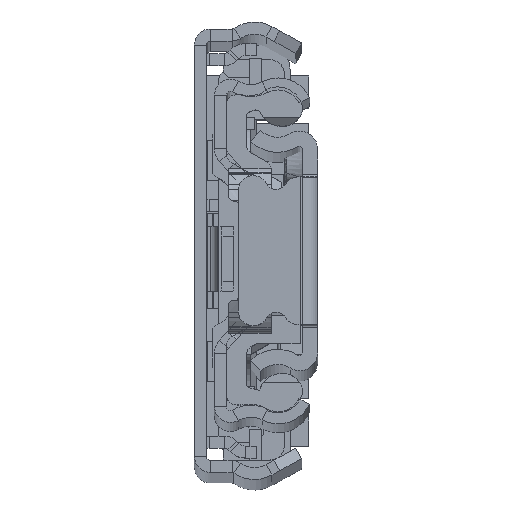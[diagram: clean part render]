
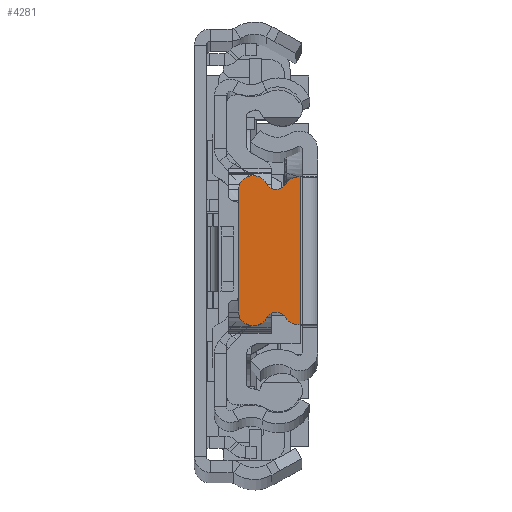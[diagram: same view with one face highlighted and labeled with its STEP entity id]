
A CAD part, top view. The second image highlights one B-rep face of the part: STEP entity #4281.
In plain terms, the highlighted planar face has unit normal (0, 0, 1).
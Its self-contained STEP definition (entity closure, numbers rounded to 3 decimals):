
#55 = CARTESIAN_POINT ( 'NONE',  ( -1.929, 5.87, 0. ) ) ;
#624 = CARTESIAN_POINT ( 'NONE',  ( -1.929, -7.37, 0. ) ) ;
#1039 = CARTESIAN_POINT ( 'NONE',  ( -5.109, 6.713, 0. ) ) ;
#1264 = EDGE_CURVE ( 'NONE', #17927, #2726, #27116, .T. ) ;
#1600 = CARTESIAN_POINT ( 'NONE',  ( -3.206, -6.658, 0. ) ) ;
#2086 = CARTESIAN_POINT ( 'NONE',  ( 592.771, 0., 0. ) ) ;
#2129 = ORIENTED_EDGE ( 'NONE', *, *, #25350, .T. ) ;
#2382 = VECTOR ( 'NONE', #10712, 1000. ) ;
#2726 = VERTEX_POINT ( 'NONE', #13286 ) ;
#2922 = CARTESIAN_POINT ( 'NONE',  ( -1.929, 7.37, 0. ) ) ;
#3204 = ORIENTED_EDGE ( 'NONE', *, *, #1264, .F. ) ;
#3566 = ORIENTED_EDGE ( 'NONE', *, *, #24260, .T. ) ;
#3588 = AXIS2_PLACEMENT_3D ( 'NONE', #13044, #25932, #26277 ) ;
#4079 = CARTESIAN_POINT ( 'NONE',  ( -1.929, -5.87, 0. ) ) ;
#4095 = ORIENTED_EDGE ( 'NONE', *, *, #21511, .T. ) ;
#4230 = CIRCLE ( 'NONE', #6452, 1.5 ) ;
#4281 = ADVANCED_FACE ( 'NONE', ( #18285 ), #23683, .T. ) ;
#4417 = AXIS2_PLACEMENT_3D ( 'NONE', #29243, #7973, #9916 ) ;
#5574 = CARTESIAN_POINT ( 'NONE',  ( -6.429, -6., 0. ) ) ;
#5927 = EDGE_CURVE ( 'NONE', #15057, #25032, #23380, .T. ) ;
#6450 = VERTEX_POINT ( 'NONE', #16381 ) ;
#6452 = AXIS2_PLACEMENT_3D ( 'NONE', #5574, #16228, #26833 ) ;
#6699 = ORIENTED_EDGE ( 'NONE', *, *, #5927, .T. ) ;
#6704 = CIRCLE ( 'NONE', #12866, 1.1 ) ;
#7174 = DIRECTION ( 'NONE',  ( 1., 0., 0. ) ) ;
#7973 = DIRECTION ( 'NONE',  ( 0., 0., 1. ) ) ;
#8148 = VECTOR ( 'NONE', #7174, 1000. ) ;
#8263 = ORIENTED_EDGE ( 'NONE', *, *, #32887, .F. ) ;
#8587 = CARTESIAN_POINT ( 'NONE',  ( -1.75, 0., 0. ) ) ;
#9178 = CIRCLE ( 'NONE', #3588, 1.1 ) ;
#9916 = DIRECTION ( 'NONE',  ( -1., 0., 0. ) ) ;
#10095 = AXIS2_PLACEMENT_3D ( 'NONE', #2086, #10281, #34359 ) ;
#10281 = DIRECTION ( 'NONE',  ( 0., 0., 1. ) ) ;
#10712 = DIRECTION ( 'NONE',  ( 0., -1., 0. ) ) ;
#11113 = CARTESIAN_POINT ( 'NONE',  ( -1.75, 7.37, 0. ) ) ;
#12222 = CARTESIAN_POINT ( 'NONE',  ( -1.75, -7.37, 0. ) ) ;
#12507 = ORIENTED_EDGE ( 'NONE', *, *, #23670, .F. ) ;
#12540 = VECTOR ( 'NONE', #19454, 1000. ) ;
#12797 = CARTESIAN_POINT ( 'NONE',  ( -1.929, 7.37, 0. ) ) ;
#12806 = DIRECTION ( 'NONE',  ( -1., 0., 0. ) ) ;
#12866 = AXIS2_PLACEMENT_3D ( 'NONE', #12974, #28662, #12806 ) ;
#12974 = CARTESIAN_POINT ( 'NONE',  ( -4.142, -7.236, 0. ) ) ;
#13044 = CARTESIAN_POINT ( 'NONE',  ( -4.142, 7.236, 0. ) ) ;
#13286 = CARTESIAN_POINT ( 'NONE',  ( -1.929, -7.37, 0. ) ) ;
#13571 = VERTEX_POINT ( 'NONE', #21134 ) ;
#14324 = EDGE_CURVE ( 'NONE', #25032, #34209, #9178, .T. ) ;
#15057 = VERTEX_POINT ( 'NONE', #12797 ) ;
#15078 = CIRCLE ( 'NONE', #27290, 1.5 ) ;
#16228 = DIRECTION ( 'NONE',  ( 0., 0., 1. ) ) ;
#16381 = CARTESIAN_POINT ( 'NONE',  ( -5.109, -6.713, 0. ) ) ;
#17857 = DIRECTION ( 'NONE',  ( 1., 0., 0. ) ) ;
#17927 = VERTEX_POINT ( 'NONE', #12222 ) ;
#18285 = FACE_OUTER_BOUND ( 'NONE', #26564, .T. ) ;
#18533 = DIRECTION ( 'NONE',  ( -1., 0., 0. ) ) ;
#18786 = DIRECTION ( 'NONE',  ( 0., -1., 0. ) ) ;
#19454 = DIRECTION ( 'NONE',  ( -1., 0., 0. ) ) ;
#19760 = VERTEX_POINT ( 'NONE', #11113 ) ;
#19843 = ORIENTED_EDGE ( 'NONE', *, *, #21609, .T. ) ;
#19855 = CARTESIAN_POINT ( 'NONE',  ( -3.206, 6.658, 0. ) ) ;
#19930 = CARTESIAN_POINT ( 'NONE',  ( -7.929, 6., 0. ) ) ;
#20981 = EDGE_CURVE ( 'NONE', #13571, #6450, #4230, .T. ) ;
#21134 = CARTESIAN_POINT ( 'NONE',  ( -7.929, -6., 0. ) ) ;
#21410 = LINE ( 'NONE', #2922, #8148 ) ;
#21511 = EDGE_CURVE ( 'NONE', #32706, #2726, #15078, .T. ) ;
#21609 = EDGE_CURVE ( 'NONE', #6450, #32706, #6704, .T. ) ;
#21703 = AXIS2_PLACEMENT_3D ( 'NONE', #55, #28986, #18533 ) ;
#23014 = ORIENTED_EDGE ( 'NONE', *, *, #14324, .T. ) ;
#23380 = CIRCLE ( 'NONE', #21703, 1.5 ) ;
#23670 = EDGE_CURVE ( 'NONE', #19760, #17927, #32306, .T. ) ;
#23683 = PLANE ( 'NONE',  #10095 ) ;
#24260 = EDGE_CURVE ( 'NONE', #34209, #26845, #34508, .T. ) ;
#24344 = LINE ( 'NONE', #29747, #31599 ) ;
#25032 = VERTEX_POINT ( 'NONE', #19855 ) ;
#25350 = EDGE_CURVE ( 'NONE', #26845, #13571, #24344, .T. ) ;
#25516 = DIRECTION ( 'NONE',  ( 0., 0., 1. ) ) ;
#25932 = DIRECTION ( 'NONE',  ( 0., 0., -1. ) ) ;
#26277 = DIRECTION ( 'NONE',  ( 1., 0., 0. ) ) ;
#26564 = EDGE_LOOP ( 'NONE', ( #12507, #8263, #6699, #23014, #3566, #2129, #29487, #19843, #4095, #3204 ) ) ;
#26833 = DIRECTION ( 'NONE',  ( 1., 0., 0. ) ) ;
#26845 = VERTEX_POINT ( 'NONE', #19930 ) ;
#27116 = LINE ( 'NONE', #624, #12540 ) ;
#27290 = AXIS2_PLACEMENT_3D ( 'NONE', #4079, #25516, #17857 ) ;
#28662 = DIRECTION ( 'NONE',  ( 0., 0., -1. ) ) ;
#28986 = DIRECTION ( 'NONE',  ( 0., 0., 1. ) ) ;
#29243 = CARTESIAN_POINT ( 'NONE',  ( -6.429, 6., 0. ) ) ;
#29487 = ORIENTED_EDGE ( 'NONE', *, *, #20981, .T. ) ;
#29747 = CARTESIAN_POINT ( 'NONE',  ( -7.929, -6., 0. ) ) ;
#31599 = VECTOR ( 'NONE', #18786, 1000. ) ;
#32306 = LINE ( 'NONE', #8587, #2382 ) ;
#32706 = VERTEX_POINT ( 'NONE', #1600 ) ;
#32887 = EDGE_CURVE ( 'NONE', #15057, #19760, #21410, .T. ) ;
#34209 = VERTEX_POINT ( 'NONE', #1039 ) ;
#34359 = DIRECTION ( 'NONE',  ( 1., 0., 0. ) ) ;
#34508 = CIRCLE ( 'NONE', #4417, 1.5 ) ;
